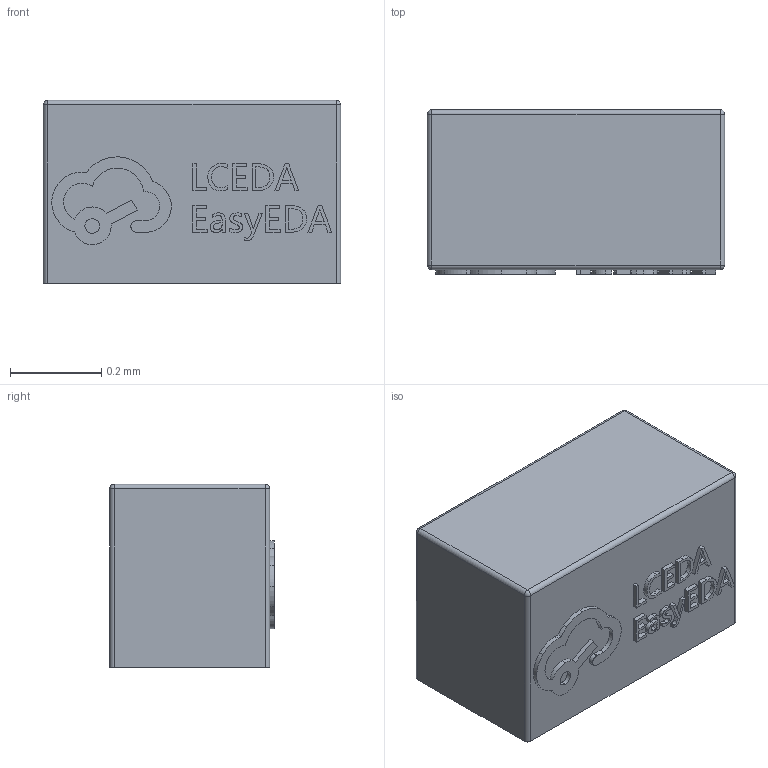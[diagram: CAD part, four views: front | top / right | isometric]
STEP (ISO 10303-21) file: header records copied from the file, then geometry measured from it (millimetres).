
FILE_DESCRIPTION (( 'STEP AP214' ), '1' );
FILE_NAME ('LED-SMD_L0.7-W0.4-RD_GREEN.STEP', '2022-07-28T12:33:57', ( 'Sky123.Org' ), ( 'Sky123.Org' ), 'SwSTEP 2.0', 'SolidWorks 2017', '' );
FILE_SCHEMA (( 'AUTOMOTIVE_DESIGN' ));
Length unit declared in the file: millimetre
Products named in the file (1): LED-SMD_L0.7-W0.4-RD_GREEN
Bounding box: 0.65 x 0.36 x 0.4 mm (x, y, z)
Volume: 0.1 mm3; surface area: 1.3 mm2
Topology: 1 solids, 1 shells, 261 faces, 703 edges, 462 vertices
Faces by surface type: plane 151, bspline 98, cylinder 8, sphere 4
Entity records: 11494 total; most frequent: CARTESIAN_POINT 2733, ORIENTED_EDGE 1398, DIRECTION 843, EDGE_CURVE 699, VECTOR 483, LINE 483, VERTEX_POINT 462, EDGE_LOOP 283
